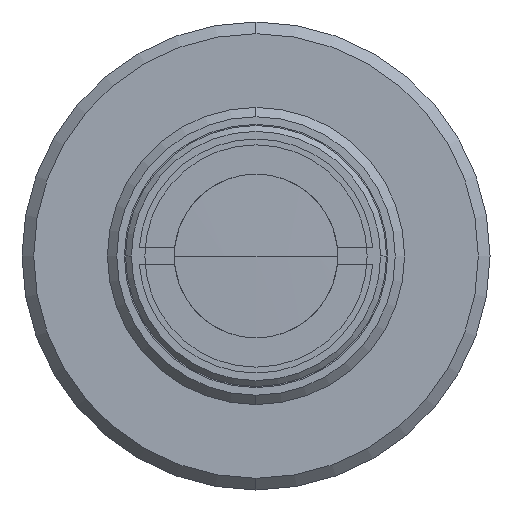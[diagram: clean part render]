
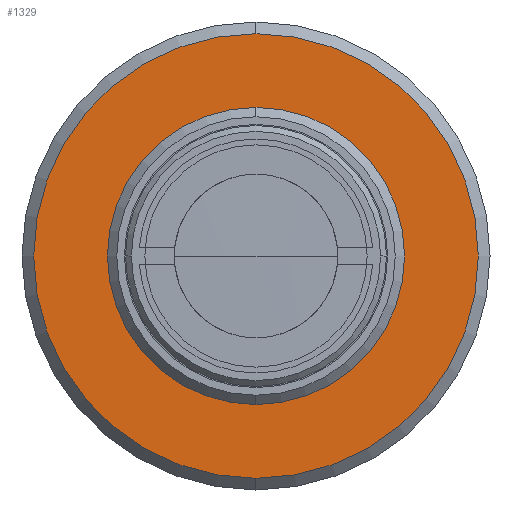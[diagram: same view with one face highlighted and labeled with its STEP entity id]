
A CAD part, left-side view. The second image highlights one B-rep face of the part: STEP entity #1329.
In plain terms, the highlighted planar face has unit normal (-1, 0, 0).
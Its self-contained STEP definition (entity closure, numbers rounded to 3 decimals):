
#1 = EDGE_LOOP ( 'NONE', ( #304, #365 ) ) ;
#185 = VERTEX_POINT ( 'NONE', #459 ) ;
#255 = EDGE_LOOP ( 'NONE', ( #288, #480 ) ) ;
#288 = ORIENTED_EDGE ( 'NONE', *, *, #1228, .T. ) ;
#304 = ORIENTED_EDGE ( 'NONE', *, *, #1258, .T. ) ;
#327 = VERTEX_POINT ( 'NONE', #437 ) ;
#365 = ORIENTED_EDGE ( 'NONE', *, *, #1256, .T. ) ;
#411 = CARTESIAN_POINT ( 'NONE',  ( 17.52, 0., 19. ) ) ;
#437 = CARTESIAN_POINT ( 'NONE',  ( 17.52, 0., 12. ) ) ;
#459 = CARTESIAN_POINT ( 'NONE',  ( 17.52, 0., -19. ) ) ;
#480 = ORIENTED_EDGE ( 'NONE', *, *, #1232, .T. ) ;
#521 = VERTEX_POINT ( 'NONE', #522 ) ;
#522 = CARTESIAN_POINT ( 'NONE',  ( 17.52, 0., -12. ) ) ;
#523 = VERTEX_POINT ( 'NONE', #411 ) ;
#578 = DIRECTION ( 'NONE',  ( -1., 0., 0. ) ) ;
#582 = DIRECTION ( 'NONE',  ( 0., 0., 1. ) ) ;
#587 = CARTESIAN_POINT ( 'NONE',  ( 17.52, 12., 0. ) ) ;
#588 = PLANE ( 'NONE',  #2029 ) ;
#1124 = CIRCLE ( 'NONE', #1725, 12. ) ;
#1126 = CIRCLE ( 'NONE', #1737, 12. ) ;
#1139 = CIRCLE ( 'NONE', #1934, 19. ) ;
#1141 = CIRCLE ( 'NONE', #1799, 19. ) ;
#1228 = EDGE_CURVE ( 'NONE', #521, #327, #1124, .T. ) ;
#1232 = EDGE_CURVE ( 'NONE', #327, #521, #1126, .T. ) ;
#1256 = EDGE_CURVE ( 'NONE', #523, #185, #1141, .T. ) ;
#1258 = EDGE_CURVE ( 'NONE', #185, #523, #1139, .T. ) ;
#1329 = ADVANCED_FACE ( 'NONE', ( #2004, #2020 ), #588, .T. ) ;
#1725 = AXIS2_PLACEMENT_3D ( 'NONE', #2942, #2938, #2932 ) ;
#1737 = AXIS2_PLACEMENT_3D ( 'NONE', #2933, #2762, #2943 ) ;
#1799 = AXIS2_PLACEMENT_3D ( 'NONE', #2828, #3196, #2822 ) ;
#1934 = AXIS2_PLACEMENT_3D ( 'NONE', #2892, #2899, #2900 ) ;
#2004 = FACE_OUTER_BOUND ( 'NONE', #1, .T. ) ;
#2020 = FACE_BOUND ( 'NONE', #255, .T. ) ;
#2029 = AXIS2_PLACEMENT_3D ( 'NONE', #587, #578, #582 ) ;
#2762 = DIRECTION ( 'NONE',  ( 1., 0., 0. ) ) ;
#2822 = DIRECTION ( 'NONE',  ( 0., 0., 1. ) ) ;
#2828 = CARTESIAN_POINT ( 'NONE',  ( 17.52, 0., 0. ) ) ;
#2892 = CARTESIAN_POINT ( 'NONE',  ( 17.52, 0., 0. ) ) ;
#2899 = DIRECTION ( 'NONE',  ( -1., 0., 0. ) ) ;
#2900 = DIRECTION ( 'NONE',  ( 0., 0., 1. ) ) ;
#2932 = DIRECTION ( 'NONE',  ( 0., 0., -1. ) ) ;
#2933 = CARTESIAN_POINT ( 'NONE',  ( 17.52, 0., 0. ) ) ;
#2938 = DIRECTION ( 'NONE',  ( 1., 0., 0. ) ) ;
#2942 = CARTESIAN_POINT ( 'NONE',  ( 17.52, 0., 0. ) ) ;
#2943 = DIRECTION ( 'NONE',  ( 0., 0., -1. ) ) ;
#3196 = DIRECTION ( 'NONE',  ( -1., 0., 0. ) ) ;
